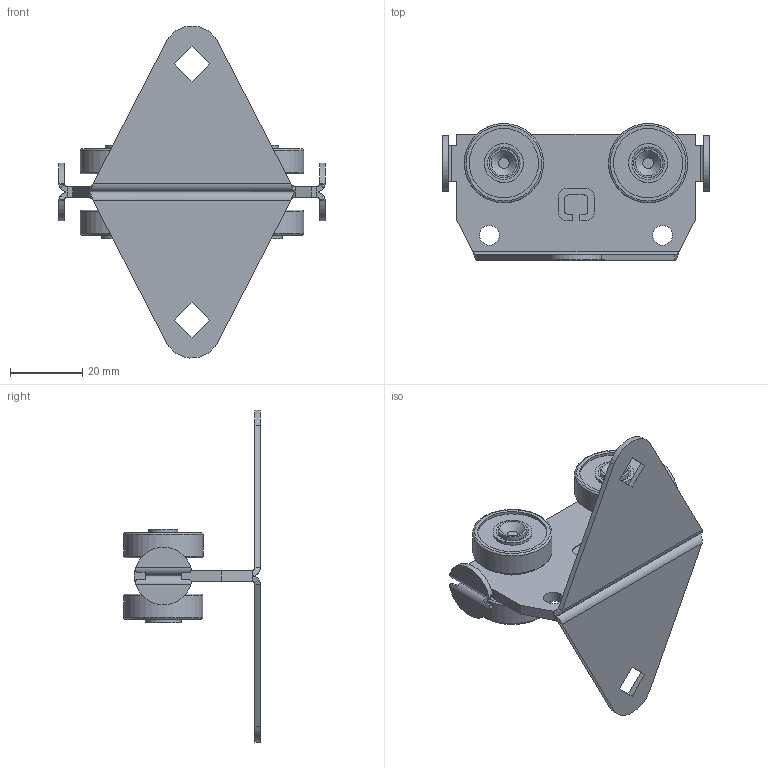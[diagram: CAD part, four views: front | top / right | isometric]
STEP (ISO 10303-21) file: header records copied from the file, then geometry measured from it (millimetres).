
FILE_DESCRIPTION(('STEP AP203'), '1');
FILE_NAME('ÐË311.050.RC30 Òåëåæêà', '', ('UNSPECIFIED'), ('UNSPECIFIED'), 'ASCON STEP Converter 1.3', 'ASCON Math Kernel', '');
FILE_SCHEMA(('CONFIG_CONTROL_DESIGN'));
Length unit declared in the file: millimetre
Products named in the file (1): 311.050.RC30 Òåëåæêà
Bounding box: 73.8 x 37.9 x 92.03 mm (x, y, z)
Volume: 22436.6 mm3; surface area: 17423.1 mm2
Topology: 1 solids, 1 shells, 209 faces, 467 edges, 292 vertices
Faces by surface type: plane 113, cylinder 64, bspline 20, torus 10, cone 2
Full cylindrical faces by diameter (mm): 5.5 x2, 8 x2, 10 x2, 10.8 x8, 12 x4, 19.2 x8, 22 x4
Entity records: 7946 total; most frequent: CARTESIAN_POINT 1763, DIRECTION 901, ORIENTED_EDGE 850, EDGE_CURVE 425, AXIS2_PLACEMENT_3D 326, VERTEX_POINT 292, EDGE_LOOP 291, LINE 249
